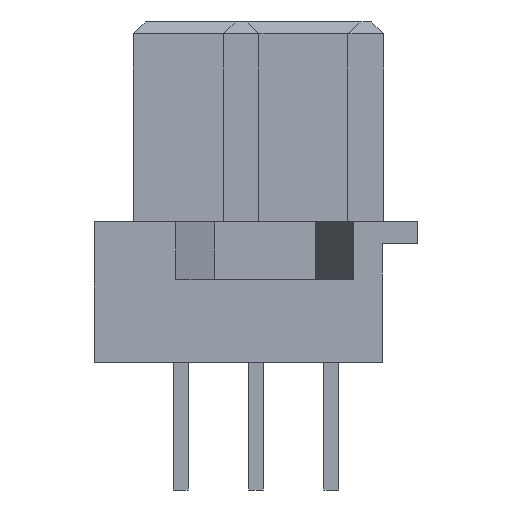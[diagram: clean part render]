
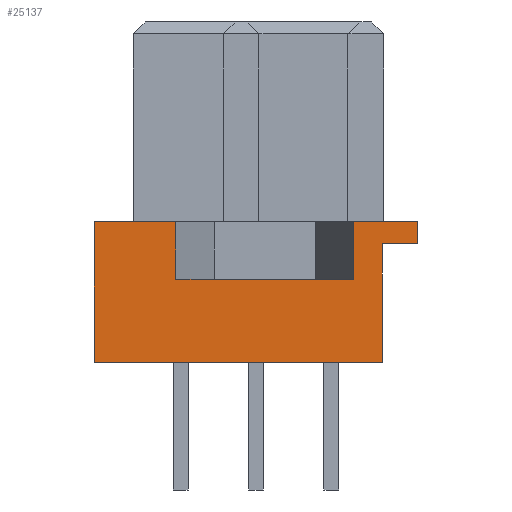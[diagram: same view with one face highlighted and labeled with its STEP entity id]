
A CAD part, left-side view. The second image highlights one B-rep face of the part: STEP entity #25137.
In plain terms, the highlighted planar face has unit normal (-1, 0, 0).
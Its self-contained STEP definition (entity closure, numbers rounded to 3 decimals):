
#581 = LINE ( 'NONE', #18452, #13843 ) ;
#1184 = DIRECTION ( 'NONE',  ( 0., 1., 0. ) ) ;
#1452 = PLANE ( 'NONE',  #4951 ) ;
#1943 = VERTEX_POINT ( 'NONE', #16471 ) ;
#2178 = VECTOR ( 'NONE', #8640, 1000. ) ;
#2765 = DIRECTION ( 'NONE',  ( 0., 0., -1. ) ) ;
#3269 = CARTESIAN_POINT ( 'NONE',  ( 0., 0., 4.75 ) ) ;
#4168 = LINE ( 'NONE', #28579, #37252 ) ;
#4629 = CARTESIAN_POINT ( 'NONE',  ( 0., 0., 11.5 ) ) ;
#4722 = ORIENTED_EDGE ( 'NONE', *, *, #33004, .F. ) ;
#4951 = AXIS2_PLACEMENT_3D ( 'NONE', #4629, #13180, #13565 ) ;
#5741 = LINE ( 'NONE', #17857, #9993 ) ;
#6179 = CARTESIAN_POINT ( 'NONE',  ( 0., 2.15, 4.75 ) ) ;
#6727 = EDGE_CURVE ( 'NONE', #25099, #32276, #7970, .T. ) ;
#6738 = CARTESIAN_POINT ( 'NONE',  ( 0., 1.2, 4. ) ) ;
#6908 = DIRECTION ( 'NONE',  ( 0., 0., 1. ) ) ;
#7143 = VERTEX_POINT ( 'NONE', #25618 ) ;
#7355 = EDGE_CURVE ( 'NONE', #29312, #26956, #5741, .T. ) ;
#7781 = DIRECTION ( 'NONE',  ( 0., -1., 0. ) ) ;
#7970 = LINE ( 'NONE', #20089, #37842 ) ;
#8252 = CARTESIAN_POINT ( 'NONE',  ( 0., 1.2, 4. ) ) ;
#8518 = EDGE_CURVE ( 'NONE', #25099, #29971, #581, .T. ) ;
#8640 = DIRECTION ( 'NONE',  ( 0., -1., 0. ) ) ;
#9165 = VECTOR ( 'NONE', #27932, 1000. ) ;
#9993 = VECTOR ( 'NONE', #2765, 1000. ) ;
#11600 = CARTESIAN_POINT ( 'NONE',  ( 0., 0., 4.75 ) ) ;
#11927 = VERTEX_POINT ( 'NONE', #6179 ) ;
#12983 = CARTESIAN_POINT ( 'NONE',  ( 0., 10.9, 4.75 ) ) ;
#13180 = DIRECTION ( 'NONE',  ( 1., 0., 0. ) ) ;
#13565 = DIRECTION ( 'NONE',  ( 0., 0., -1. ) ) ;
#13760 = FACE_OUTER_BOUND ( 'NONE', #39109, .T. ) ;
#13843 = VECTOR ( 'NONE', #6908, 1000. ) ;
#13913 = EDGE_CURVE ( 'NONE', #21056, #1943, #21850, .T. ) ;
#14659 = VECTOR ( 'NONE', #18432, 1000. ) ;
#15141 = EDGE_CURVE ( 'NONE', #32276, #11927, #15657, .T. ) ;
#15657 = LINE ( 'NONE', #23852, #36207 ) ;
#15697 = CARTESIAN_POINT ( 'NONE',  ( 0., 2.15, 2.8 ) ) ;
#16023 = CARTESIAN_POINT ( 'NONE',  ( 0., 1.2, 0. ) ) ;
#16471 = CARTESIAN_POINT ( 'NONE',  ( 0., 0., 4. ) ) ;
#17196 = VECTOR ( 'NONE', #18147, 1000. ) ;
#17857 = CARTESIAN_POINT ( 'NONE',  ( 0., 10.9, 11.5 ) ) ;
#17976 = CARTESIAN_POINT ( 'NONE',  ( 0., 0., 0. ) ) ;
#18147 = DIRECTION ( 'NONE',  ( 0., 1., 0. ) ) ;
#18400 = LINE ( 'NONE', #16023, #9165 ) ;
#18432 = DIRECTION ( 'NONE',  ( 0., 0., -1. ) ) ;
#18452 = CARTESIAN_POINT ( 'NONE',  ( 0., 8.15, 2.8 ) ) ;
#20089 = CARTESIAN_POINT ( 'NONE',  ( 0., 2.15, 2.8 ) ) ;
#21024 = ORIENTED_EDGE ( 'NONE', *, *, #7355, .T. ) ;
#21056 = VERTEX_POINT ( 'NONE', #8252 ) ;
#21121 = EDGE_CURVE ( 'NONE', #26956, #7143, #26321, .T. ) ;
#21850 = LINE ( 'NONE', #6738, #22260 ) ;
#22260 = VECTOR ( 'NONE', #30984, 1000. ) ;
#22324 = ORIENTED_EDGE ( 'NONE', *, *, #21121, .T. ) ;
#22711 = VERTEX_POINT ( 'NONE', #11600 ) ;
#23328 = EDGE_CURVE ( 'NONE', #22711, #11927, #4168, .T. ) ;
#23662 = DIRECTION ( 'NONE',  ( 0., 0., 1. ) ) ;
#23852 = CARTESIAN_POINT ( 'NONE',  ( 0., 2.15, 2.8 ) ) ;
#25099 = VERTEX_POINT ( 'NONE', #25301 ) ;
#25137 = ADVANCED_FACE ( 'NONE', ( #13760 ), #1452, .F. ) ;
#25301 = CARTESIAN_POINT ( 'NONE',  ( 0., 8.15, 2.8 ) ) ;
#25618 = CARTESIAN_POINT ( 'NONE',  ( 0., 1.2, 0. ) ) ;
#26214 = ORIENTED_EDGE ( 'NONE', *, *, #28492, .T. ) ;
#26321 = LINE ( 'NONE', #17976, #2178 ) ;
#26956 = VERTEX_POINT ( 'NONE', #35378 ) ;
#27932 = DIRECTION ( 'NONE',  ( 0., 0., -1. ) ) ;
#28492 = EDGE_CURVE ( 'NONE', #29971, #29312, #36615, .T. ) ;
#28579 = CARTESIAN_POINT ( 'NONE',  ( 0., 0., 4.75 ) ) ;
#28870 = ORIENTED_EDGE ( 'NONE', *, *, #8518, .T. ) ;
#29312 = VERTEX_POINT ( 'NONE', #12983 ) ;
#29971 = VERTEX_POINT ( 'NONE', #35337 ) ;
#30009 = ORIENTED_EDGE ( 'NONE', *, *, #13913, .T. ) ;
#30984 = DIRECTION ( 'NONE',  ( 0., -1., 0. ) ) ;
#31761 = ORIENTED_EDGE ( 'NONE', *, *, #23328, .T. ) ;
#32276 = VERTEX_POINT ( 'NONE', #15697 ) ;
#33004 = EDGE_CURVE ( 'NONE', #21056, #7143, #18400, .T. ) ;
#33323 = LINE ( 'NONE', #33528, #14659 ) ;
#33528 = CARTESIAN_POINT ( 'NONE',  ( 0., 0., 11.5 ) ) ;
#34097 = ORIENTED_EDGE ( 'NONE', *, *, #6727, .F. ) ;
#34197 = ORIENTED_EDGE ( 'NONE', *, *, #15141, .F. ) ;
#35337 = CARTESIAN_POINT ( 'NONE',  ( 0., 8.15, 4.75 ) ) ;
#35378 = CARTESIAN_POINT ( 'NONE',  ( 0., 10.9, 0. ) ) ;
#36207 = VECTOR ( 'NONE', #23662, 1000. ) ;
#36615 = LINE ( 'NONE', #3269, #17196 ) ;
#37252 = VECTOR ( 'NONE', #1184, 1000. ) ;
#37842 = VECTOR ( 'NONE', #7781, 1000. ) ;
#38377 = ORIENTED_EDGE ( 'NONE', *, *, #39086, .F. ) ;
#39086 = EDGE_CURVE ( 'NONE', #22711, #1943, #33323, .T. ) ;
#39109 = EDGE_LOOP ( 'NONE', ( #38377, #31761, #34197, #34097, #28870, #26214, #21024, #22324, #4722, #30009 ) ) ;
